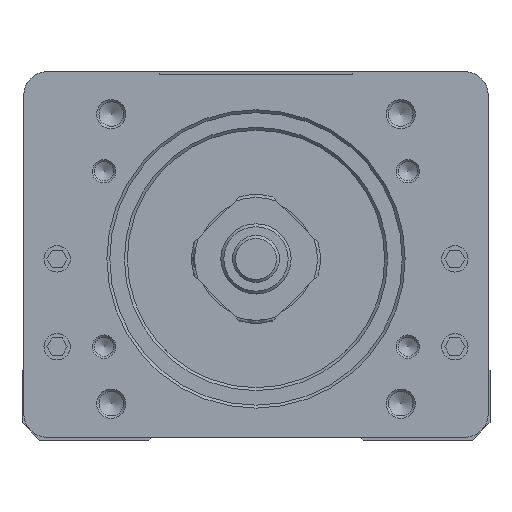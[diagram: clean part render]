
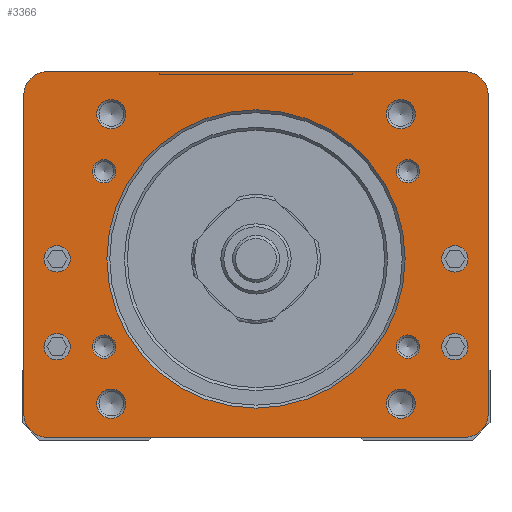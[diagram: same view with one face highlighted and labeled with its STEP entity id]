
A CAD part, front view. The second image highlights one B-rep face of the part: STEP entity #3366.
In plain terms, the highlighted planar face has unit normal (0, -1, 0).
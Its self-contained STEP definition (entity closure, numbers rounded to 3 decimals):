
#1355=FACE_BOUND('',#7171,.T.);
#1356=FACE_BOUND('',#7172,.T.);
#1357=FACE_BOUND('',#7173,.T.);
#1358=FACE_BOUND('',#7174,.T.);
#1359=FACE_BOUND('',#7175,.T.);
#1360=FACE_BOUND('',#7176,.T.);
#1361=FACE_BOUND('',#7177,.T.);
#1362=FACE_BOUND('',#7178,.T.);
#1363=FACE_BOUND('',#7179,.T.);
#1364=FACE_BOUND('',#7180,.T.);
#1365=FACE_BOUND('',#7181,.T.);
#1366=FACE_BOUND('',#7182,.T.);
#1367=FACE_BOUND('',#7183,.T.);
#1368=FACE_BOUND('',#7184,.T.);
#2102=CIRCLE('',#26951,4.);
#2103=CIRCLE('',#26953,4.);
#2104=CIRCLE('',#26955,2.);
#2105=CIRCLE('',#26957,2.);
#2106=CIRCLE('',#26959,2.);
#2107=CIRCLE('',#26961,2.);
#2108=CIRCLE('',#26963,2.5);
#2109=CIRCLE('',#26965,2.5);
#2110=CIRCLE('',#26967,2.5);
#2111=CIRCLE('',#26969,2.5);
#2112=CIRCLE('',#26971,25.5);
#2117=CIRCLE('',#26980,2.25);
#2119=CIRCLE('',#26983,2.25);
#2121=CIRCLE('',#26986,2.25);
#2123=CIRCLE('',#26989,2.25);
#2180=CIRCLE('',#27123,4.);
#2182=CIRCLE('',#27126,4.);
#3366=ADVANCED_FACE('',(#1355,#1356,#1357,#1358,#1359,#1360,#1361,#1362,
#1363,#1364,#1365,#1366,#1367,#1368),#4572,.T.);
#4572=PLANE('',#27127);
#7171=EDGE_LOOP('',(#11791));
#7172=EDGE_LOOP('',(#11792));
#7173=EDGE_LOOP('',(#11793));
#7174=EDGE_LOOP('',(#11794));
#7175=EDGE_LOOP('',(#11795));
#7176=EDGE_LOOP('',(#11796));
#7177=EDGE_LOOP('',(#11797));
#7178=EDGE_LOOP('',(#11798));
#7179=EDGE_LOOP('',(#11799));
#7180=EDGE_LOOP('',(#11800));
#7181=EDGE_LOOP('',(#11801));
#7182=EDGE_LOOP('',(#11802));
#7183=EDGE_LOOP('',(#11803));
#7184=EDGE_LOOP('',(#11804,#11805,#11806,#11807,#11808,#11809,#11810,#11811));
#11791=ORIENTED_EDGE('',*,*,#19205,.T.);
#11792=ORIENTED_EDGE('',*,*,#19204,.T.);
#11793=ORIENTED_EDGE('',*,*,#19203,.T.);
#11794=ORIENTED_EDGE('',*,*,#19202,.T.);
#11795=ORIENTED_EDGE('',*,*,#19201,.T.);
#11796=ORIENTED_EDGE('',*,*,#19200,.T.);
#11797=ORIENTED_EDGE('',*,*,#19199,.T.);
#11798=ORIENTED_EDGE('',*,*,#19198,.T.);
#11799=ORIENTED_EDGE('',*,*,#19197,.T.);
#11800=ORIENTED_EDGE('',*,*,#19217,.T.);
#11801=ORIENTED_EDGE('',*,*,#19215,.T.);
#11802=ORIENTED_EDGE('',*,*,#19213,.T.);
#11803=ORIENTED_EDGE('',*,*,#19211,.T.);
#11804=ORIENTED_EDGE('',*,*,#19389,.T.);
#11805=ORIENTED_EDGE('',*,*,#19392,.T.);
#11806=ORIENTED_EDGE('',*,*,#19393,.T.);
#11807=ORIENTED_EDGE('',*,*,#19317,.T.);
#11808=ORIENTED_EDGE('',*,*,#19195,.T.);
#11809=ORIENTED_EDGE('',*,*,#19259,.T.);
#11810=ORIENTED_EDGE('',*,*,#19192,.T.);
#11811=ORIENTED_EDGE('',*,*,#19310,.T.);
#16253=VERTEX_POINT('',#40163);
#16254=VERTEX_POINT('',#40165);
#16255=VERTEX_POINT('',#40169);
#16256=VERTEX_POINT('',#40171);
#16257=VERTEX_POINT('',#40175);
#16258=VERTEX_POINT('',#40178);
#16259=VERTEX_POINT('',#40181);
#16260=VERTEX_POINT('',#40184);
#16261=VERTEX_POINT('',#40187);
#16262=VERTEX_POINT('',#40190);
#16263=VERTEX_POINT('',#40193);
#16264=VERTEX_POINT('',#40196);
#16265=VERTEX_POINT('',#40199);
#16270=VERTEX_POINT('',#40214);
#16272=VERTEX_POINT('',#40219);
#16274=VERTEX_POINT('',#40224);
#16276=VERTEX_POINT('',#40229);
#16338=VERTEX_POINT('',#40528);
#16343=VERTEX_POINT('',#40542);
#16400=VERTEX_POINT('',#40857);
#16402=VERTEX_POINT('',#40863);
#19192=EDGE_CURVE('',#16254,#16253,#2102,.T.);
#19195=EDGE_CURVE('',#16256,#16255,#2103,.T.);
#19197=EDGE_CURVE('',#16257,#16257,#2104,.T.);
#19198=EDGE_CURVE('',#16258,#16258,#2105,.T.);
#19199=EDGE_CURVE('',#16259,#16259,#2106,.T.);
#19200=EDGE_CURVE('',#16260,#16260,#2107,.T.);
#19201=EDGE_CURVE('',#16261,#16261,#2108,.T.);
#19202=EDGE_CURVE('',#16262,#16262,#2109,.T.);
#19203=EDGE_CURVE('',#16263,#16263,#2110,.T.);
#19204=EDGE_CURVE('',#16264,#16264,#2111,.T.);
#19205=EDGE_CURVE('',#16265,#16265,#2112,.T.);
#19211=EDGE_CURVE('',#16270,#16270,#2117,.T.);
#19213=EDGE_CURVE('',#16272,#16272,#2119,.T.);
#19215=EDGE_CURVE('',#16274,#16274,#2121,.T.);
#19217=EDGE_CURVE('',#16276,#16276,#2123,.T.);
#19259=EDGE_CURVE('',#16255,#16254,#22233,.T.);
#19310=EDGE_CURVE('',#16253,#16338,#22258,.T.);
#19317=EDGE_CURVE('',#16343,#16256,#22265,.T.);
#19389=EDGE_CURVE('',#16338,#16400,#2180,.T.);
#19392=EDGE_CURVE('',#16400,#16402,#22293,.T.);
#19393=EDGE_CURVE('',#16402,#16343,#2182,.T.);
#22233=LINE('',#40374,#24731);
#22258=LINE('',#40529,#24756);
#22265=LINE('',#40541,#24763);
#22293=LINE('',#40862,#24791);
#24731=VECTOR('',#31781,1.);
#24756=VECTOR('',#31906,1.);
#24763=VECTOR('',#31915,1.);
#24791=VECTOR('',#32055,1.);
#26951=AXIS2_PLACEMENT_3D('',#40164,#31620,#31621);
#26953=AXIS2_PLACEMENT_3D('',#40170,#31626,#31627);
#26955=AXIS2_PLACEMENT_3D('',#40174,#31631,#31632);
#26957=AXIS2_PLACEMENT_3D('',#40177,#31635,#31636);
#26959=AXIS2_PLACEMENT_3D('',#40180,#31639,#31640);
#26961=AXIS2_PLACEMENT_3D('',#40183,#31643,#31644);
#26963=AXIS2_PLACEMENT_3D('',#40186,#31647,#31648);
#26965=AXIS2_PLACEMENT_3D('',#40189,#31651,#31652);
#26967=AXIS2_PLACEMENT_3D('',#40192,#31655,#31656);
#26969=AXIS2_PLACEMENT_3D('',#40195,#31659,#31660);
#26971=AXIS2_PLACEMENT_3D('',#40198,#31663,#31664);
#26980=AXIS2_PLACEMENT_3D('',#40213,#31682,#31683);
#26983=AXIS2_PLACEMENT_3D('',#40218,#31688,#31689);
#26986=AXIS2_PLACEMENT_3D('',#40223,#31694,#31695);
#26989=AXIS2_PLACEMENT_3D('',#40228,#31700,#31701);
#27123=AXIS2_PLACEMENT_3D('',#40856,#32048,#32049);
#27126=AXIS2_PLACEMENT_3D('',#40864,#32056,#32057);
#27127=AXIS2_PLACEMENT_3D('',#40865,#32058,#32059);
#31620=DIRECTION('',(0.,-1.,0.));
#31621=DIRECTION('',(1.,0.,0.));
#31626=DIRECTION('',(0.,-1.,0.));
#31627=DIRECTION('',(1.,0.,0.));
#31631=DIRECTION('',(0.,1.,0.));
#31632=DIRECTION('',(0.,0.,-1.));
#31635=DIRECTION('',(0.,1.,0.));
#31636=DIRECTION('',(0.,0.,-1.));
#31639=DIRECTION('',(0.,1.,0.));
#31640=DIRECTION('',(0.,0.,-1.));
#31643=DIRECTION('',(0.,1.,0.));
#31644=DIRECTION('',(0.,0.,-1.));
#31647=DIRECTION('',(0.,1.,0.));
#31648=DIRECTION('',(0.,0.,-1.));
#31651=DIRECTION('',(0.,1.,0.));
#31652=DIRECTION('',(0.,0.,-1.));
#31655=DIRECTION('',(0.,1.,0.));
#31656=DIRECTION('',(0.,0.,-1.));
#31659=DIRECTION('',(0.,1.,0.));
#31660=DIRECTION('',(0.,0.,-1.));
#31663=DIRECTION('',(0.,1.,0.));
#31664=DIRECTION('',(0.,0.,-1.));
#31682=DIRECTION('',(0.,1.,0.));
#31683=DIRECTION('',(0.,0.,-1.));
#31688=DIRECTION('',(0.,1.,0.));
#31689=DIRECTION('',(0.,0.,-1.));
#31694=DIRECTION('',(0.,1.,0.));
#31695=DIRECTION('',(0.,0.,-1.));
#31700=DIRECTION('',(0.,1.,0.));
#31701=DIRECTION('',(0.,0.,-1.));
#31781=DIRECTION('',(-1.,0.,0.));
#31906=DIRECTION('',(0.,0.,-1.));
#31915=DIRECTION('',(0.,0.,1.));
#32048=DIRECTION('',(0.,-1.,0.));
#32049=DIRECTION('',(1.,0.,0.));
#32055=DIRECTION('',(1.,0.,0.));
#32056=DIRECTION('',(0.,-1.,0.));
#32057=DIRECTION('',(1.,0.,0.));
#32058=DIRECTION('',(0.,-1.,0.));
#32059=DIRECTION('',(0.,0.,1.));
#40163=CARTESIAN_POINT('',(-39.7,-243.7,40.));
#40164=CARTESIAN_POINT('',(-35.7,-243.7,40.));
#40165=CARTESIAN_POINT('',(-35.7,-243.7,44.));
#40169=CARTESIAN_POINT('',(35.7,-243.7,44.));
#40170=CARTESIAN_POINT('',(35.7,-243.7,40.));
#40171=CARTESIAN_POINT('',(39.7,-243.7,40.));
#40174=CARTESIAN_POINT('',(-25.981,-243.7,27.));
#40175=CARTESIAN_POINT('',(-25.981,-243.7,25.));
#40177=CARTESIAN_POINT('',(-25.981,-243.7,-3.));
#40178=CARTESIAN_POINT('',(-25.981,-243.7,-5.));
#40180=CARTESIAN_POINT('',(25.981,-243.7,27.));
#40181=CARTESIAN_POINT('',(25.981,-243.7,25.));
#40183=CARTESIAN_POINT('',(25.981,-243.7,-3.));
#40184=CARTESIAN_POINT('',(25.981,-243.7,-5.));
#40186=CARTESIAN_POINT('',(24.749,-243.7,36.749));
#40187=CARTESIAN_POINT('',(24.749,-243.7,34.249));
#40189=CARTESIAN_POINT('',(24.749,-243.7,-12.749));
#40190=CARTESIAN_POINT('',(24.749,-243.7,-15.249));
#40192=CARTESIAN_POINT('',(-24.749,-243.7,-12.749));
#40193=CARTESIAN_POINT('',(-24.749,-243.7,-15.249));
#40195=CARTESIAN_POINT('',(-24.749,-243.7,36.749));
#40196=CARTESIAN_POINT('',(-24.749,-243.7,34.249));
#40198=CARTESIAN_POINT('',(0.,-243.7,12.));
#40199=CARTESIAN_POINT('',(0.,-243.7,-13.5));
#40213=CARTESIAN_POINT('',(34.,-243.7,12.));
#40214=CARTESIAN_POINT('',(34.,-243.7,9.75));
#40218=CARTESIAN_POINT('',(34.,-243.7,-3.));
#40219=CARTESIAN_POINT('',(34.,-243.7,-5.25));
#40223=CARTESIAN_POINT('',(-34.,-243.7,12.));
#40224=CARTESIAN_POINT('',(-34.,-243.7,9.75));
#40228=CARTESIAN_POINT('',(-34.,-243.7,-3.));
#40229=CARTESIAN_POINT('',(-34.,-243.7,-5.25));
#40374=CARTESIAN_POINT('',(35.7,-243.7,44.));
#40528=CARTESIAN_POINT('',(-39.7,-243.7,-14.5));
#40529=CARTESIAN_POINT('',(-39.7,-243.7,40.));
#40541=CARTESIAN_POINT('',(39.7,-243.7,-14.5));
#40542=CARTESIAN_POINT('',(39.7,-243.7,-14.5));
#40856=CARTESIAN_POINT('',(-35.7,-243.7,-14.5));
#40857=CARTESIAN_POINT('',(-35.7,-243.7,-18.5));
#40862=CARTESIAN_POINT('',(-35.7,-243.7,-18.5));
#40863=CARTESIAN_POINT('',(35.7,-243.7,-18.5));
#40864=CARTESIAN_POINT('',(35.7,-243.7,-14.5));
#40865=CARTESIAN_POINT('',(-35.7,-243.7,-14.5));
